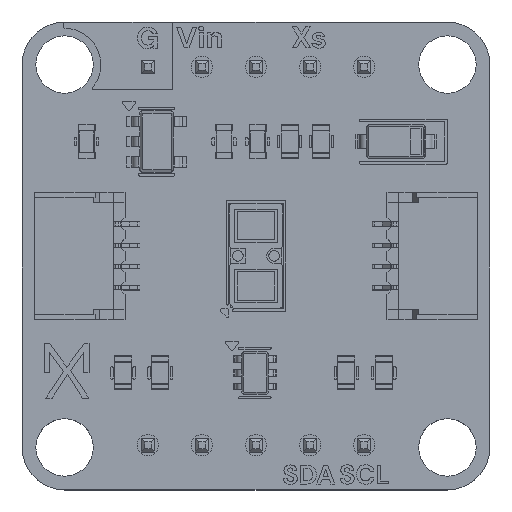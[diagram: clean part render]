
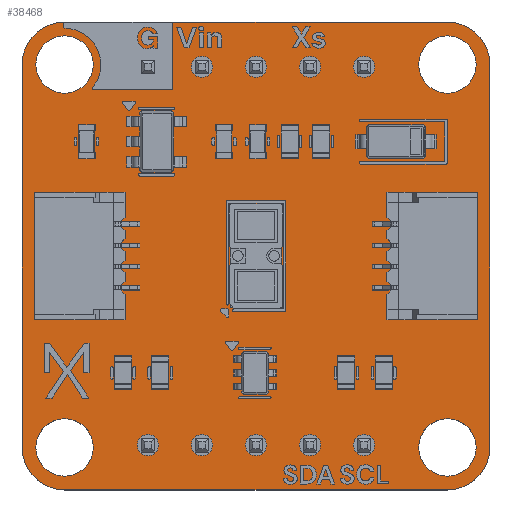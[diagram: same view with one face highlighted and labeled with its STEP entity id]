
A CAD part, top view. The second image highlights one B-rep face of the part: STEP entity #38468.
In plain terms, the highlighted planar face has unit normal (0, 0, 1).
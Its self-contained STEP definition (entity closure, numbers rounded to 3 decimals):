
#38165 = VERTEX_POINT('',#38166);
#38166 = CARTESIAN_POINT('',(8.998,11.,1.51));
#38172 = EDGE_CURVE('',#38165,#38173,#38175,.T.);
#38173 = VERTEX_POINT('',#38174);
#38174 = CARTESIAN_POINT('',(10.998,9.,1.51));
#38175 = CIRCLE('',#38176,2.);
#38176 = AXIS2_PLACEMENT_3D('',#38177,#38178,#38179);
#38177 = CARTESIAN_POINT('',(8.998,9.,1.51));
#38178 = DIRECTION('',(0.,0.,-1.));
#38179 = DIRECTION('',(0.,1.,0.));
#38207 = VERTEX_POINT('',#38208);
#38208 = CARTESIAN_POINT('',(-9.002,11.,1.51));
#38214 = EDGE_CURVE('',#38207,#38165,#38215,.T.);
#38215 = LINE('',#38216,#38217);
#38216 = CARTESIAN_POINT('',(-9.002,11.,1.51));
#38217 = VECTOR('',#38218,1.);
#38218 = DIRECTION('',(1.,0.,0.));
#38236 = EDGE_CURVE('',#38173,#38237,#38239,.T.);
#38237 = VERTEX_POINT('',#38238);
#38238 = CARTESIAN_POINT('',(10.998,-9.,1.51));
#38239 = LINE('',#38240,#38241);
#38240 = CARTESIAN_POINT('',(10.998,9.,1.51));
#38241 = VECTOR('',#38242,1.);
#38242 = DIRECTION('',(0.,-1.,0.));
#38468 = ADVANCED_FACE('',(#38469,#38515,#38526,#38537,#38548,#38559,
    #38570,#38581,#38592,#38603,#38614,#38625,#38636,#38647,#38658),
  #38669,.T.);
#38469 = FACE_BOUND('',#38470,.T.);
#38470 = EDGE_LOOP('',(#38471,#38472,#38473,#38482,#38490,#38499,#38507,
    #38514));
#38471 = ORIENTED_EDGE('',*,*,#38172,.F.);
#38472 = ORIENTED_EDGE('',*,*,#38214,.F.);
#38473 = ORIENTED_EDGE('',*,*,#38474,.F.);
#38474 = EDGE_CURVE('',#38475,#38207,#38477,.T.);
#38475 = VERTEX_POINT('',#38476);
#38476 = CARTESIAN_POINT('',(-11.002,9.,1.51));
#38477 = CIRCLE('',#38478,2.);
#38478 = AXIS2_PLACEMENT_3D('',#38479,#38480,#38481);
#38479 = CARTESIAN_POINT('',(-9.002,9.,1.51));
#38480 = DIRECTION('',(0.,0.,-1.));
#38481 = DIRECTION('',(-1.,0.,-0.));
#38482 = ORIENTED_EDGE('',*,*,#38483,.F.);
#38483 = EDGE_CURVE('',#38484,#38475,#38486,.T.);
#38484 = VERTEX_POINT('',#38485);
#38485 = CARTESIAN_POINT('',(-11.002,-9.,1.51));
#38486 = LINE('',#38487,#38488);
#38487 = CARTESIAN_POINT('',(-11.002,-9.,1.51));
#38488 = VECTOR('',#38489,1.);
#38489 = DIRECTION('',(0.,1.,0.));
#38490 = ORIENTED_EDGE('',*,*,#38491,.F.);
#38491 = EDGE_CURVE('',#38492,#38484,#38494,.T.);
#38492 = VERTEX_POINT('',#38493);
#38493 = CARTESIAN_POINT('',(-9.002,-11.,1.51));
#38494 = CIRCLE('',#38495,2.);
#38495 = AXIS2_PLACEMENT_3D('',#38496,#38497,#38498);
#38496 = CARTESIAN_POINT('',(-9.002,-9.,1.51));
#38497 = DIRECTION('',(0.,0.,-1.));
#38498 = DIRECTION('',(0.,-1.,0.));
#38499 = ORIENTED_EDGE('',*,*,#38500,.F.);
#38500 = EDGE_CURVE('',#38501,#38492,#38503,.T.);
#38501 = VERTEX_POINT('',#38502);
#38502 = CARTESIAN_POINT('',(8.998,-11.,1.51));
#38503 = LINE('',#38504,#38505);
#38504 = CARTESIAN_POINT('',(8.998,-11.,1.51));
#38505 = VECTOR('',#38506,1.);
#38506 = DIRECTION('',(-1.,0.,0.));
#38507 = ORIENTED_EDGE('',*,*,#38508,.F.);
#38508 = EDGE_CURVE('',#38237,#38501,#38509,.T.);
#38509 = CIRCLE('',#38510,2.);
#38510 = AXIS2_PLACEMENT_3D('',#38511,#38512,#38513);
#38511 = CARTESIAN_POINT('',(8.998,-9.,1.51));
#38512 = DIRECTION('',(0.,0.,-1.));
#38513 = DIRECTION('',(1.,0.,0.));
#38514 = ORIENTED_EDGE('',*,*,#38236,.F.);
#38515 = FACE_BOUND('',#38516,.T.);
#38516 = EDGE_LOOP('',(#38517));
#38517 = ORIENTED_EDGE('',*,*,#38518,.T.);
#38518 = EDGE_CURVE('',#38519,#38519,#38521,.T.);
#38519 = VERTEX_POINT('',#38520);
#38520 = CARTESIAN_POINT('',(-9.002,-10.35,1.51));
#38521 = CIRCLE('',#38522,1.35);
#38522 = AXIS2_PLACEMENT_3D('',#38523,#38524,#38525);
#38523 = CARTESIAN_POINT('',(-9.002,-9.,1.51));
#38524 = DIRECTION('',(-0.,0.,-1.));
#38525 = DIRECTION('',(-0.,-1.,0.));
#38526 = FACE_BOUND('',#38527,.T.);
#38527 = EDGE_LOOP('',(#38528));
#38528 = ORIENTED_EDGE('',*,*,#38529,.T.);
#38529 = EDGE_CURVE('',#38530,#38530,#38532,.T.);
#38530 = VERTEX_POINT('',#38531);
#38531 = CARTESIAN_POINT('',(-5.082,-9.39,1.51));
#38532 = CIRCLE('',#38533,0.5);
#38533 = AXIS2_PLACEMENT_3D('',#38534,#38535,#38536);
#38534 = CARTESIAN_POINT('',(-5.082,-8.89,1.51));
#38535 = DIRECTION('',(-0.,0.,-1.));
#38536 = DIRECTION('',(-0.,-1.,0.));
#38537 = FACE_BOUND('',#38538,.T.);
#38538 = EDGE_LOOP('',(#38539));
#38539 = ORIENTED_EDGE('',*,*,#38540,.T.);
#38540 = EDGE_CURVE('',#38541,#38541,#38543,.T.);
#38541 = VERTEX_POINT('',#38542);
#38542 = CARTESIAN_POINT('',(-2.542,-9.39,1.51));
#38543 = CIRCLE('',#38544,0.5);
#38544 = AXIS2_PLACEMENT_3D('',#38545,#38546,#38547);
#38545 = CARTESIAN_POINT('',(-2.542,-8.89,1.51));
#38546 = DIRECTION('',(-0.,0.,-1.));
#38547 = DIRECTION('',(-0.,-1.,0.));
#38548 = FACE_BOUND('',#38549,.T.);
#38549 = EDGE_LOOP('',(#38550));
#38550 = ORIENTED_EDGE('',*,*,#38551,.T.);
#38551 = EDGE_CURVE('',#38552,#38552,#38554,.T.);
#38552 = VERTEX_POINT('',#38553);
#38553 = CARTESIAN_POINT('',(-0.002,-9.39,1.51));
#38554 = CIRCLE('',#38555,0.5);
#38555 = AXIS2_PLACEMENT_3D('',#38556,#38557,#38558);
#38556 = CARTESIAN_POINT('',(-0.002,-8.89,1.51));
#38557 = DIRECTION('',(-0.,0.,-1.));
#38558 = DIRECTION('',(0.,-1.,-0.));
#38559 = FACE_BOUND('',#38560,.T.);
#38560 = EDGE_LOOP('',(#38561));
#38561 = ORIENTED_EDGE('',*,*,#38562,.T.);
#38562 = EDGE_CURVE('',#38563,#38563,#38565,.T.);
#38563 = VERTEX_POINT('',#38564);
#38564 = CARTESIAN_POINT('',(2.538,-9.39,1.51));
#38565 = CIRCLE('',#38566,0.5);
#38566 = AXIS2_PLACEMENT_3D('',#38567,#38568,#38569);
#38567 = CARTESIAN_POINT('',(2.538,-8.89,1.51));
#38568 = DIRECTION('',(-0.,0.,-1.));
#38569 = DIRECTION('',(-0.,-1.,0.));
#38570 = FACE_BOUND('',#38571,.T.);
#38571 = EDGE_LOOP('',(#38572));
#38572 = ORIENTED_EDGE('',*,*,#38573,.T.);
#38573 = EDGE_CURVE('',#38574,#38574,#38576,.T.);
#38574 = VERTEX_POINT('',#38575);
#38575 = CARTESIAN_POINT('',(5.078,-9.39,1.51));
#38576 = CIRCLE('',#38577,0.5);
#38577 = AXIS2_PLACEMENT_3D('',#38578,#38579,#38580);
#38578 = CARTESIAN_POINT('',(5.078,-8.89,1.51));
#38579 = DIRECTION('',(-0.,0.,-1.));
#38580 = DIRECTION('',(-0.,-1.,0.));
#38581 = FACE_BOUND('',#38582,.T.);
#38582 = EDGE_LOOP('',(#38583));
#38583 = ORIENTED_EDGE('',*,*,#38584,.T.);
#38584 = EDGE_CURVE('',#38585,#38585,#38587,.T.);
#38585 = VERTEX_POINT('',#38586);
#38586 = CARTESIAN_POINT('',(8.998,-10.35,1.51));
#38587 = CIRCLE('',#38588,1.35);
#38588 = AXIS2_PLACEMENT_3D('',#38589,#38590,#38591);
#38589 = CARTESIAN_POINT('',(8.998,-9.,1.51));
#38590 = DIRECTION('',(-0.,0.,-1.));
#38591 = DIRECTION('',(-0.,-1.,0.));
#38592 = FACE_BOUND('',#38593,.T.);
#38593 = EDGE_LOOP('',(#38594));
#38594 = ORIENTED_EDGE('',*,*,#38595,.T.);
#38595 = EDGE_CURVE('',#38596,#38596,#38598,.T.);
#38596 = VERTEX_POINT('',#38597);
#38597 = CARTESIAN_POINT('',(-9.002,7.65,1.51));
#38598 = CIRCLE('',#38599,1.35);
#38599 = AXIS2_PLACEMENT_3D('',#38600,#38601,#38602);
#38600 = CARTESIAN_POINT('',(-9.002,9.,1.51));
#38601 = DIRECTION('',(-0.,0.,-1.));
#38602 = DIRECTION('',(-0.,-1.,0.));
#38603 = FACE_BOUND('',#38604,.T.);
#38604 = EDGE_LOOP('',(#38605));
#38605 = ORIENTED_EDGE('',*,*,#38606,.T.);
#38606 = EDGE_CURVE('',#38607,#38607,#38609,.T.);
#38607 = VERTEX_POINT('',#38608);
#38608 = CARTESIAN_POINT('',(-5.082,8.39,1.51));
#38609 = CIRCLE('',#38610,0.5);
#38610 = AXIS2_PLACEMENT_3D('',#38611,#38612,#38613);
#38611 = CARTESIAN_POINT('',(-5.082,8.89,1.51));
#38612 = DIRECTION('',(-0.,0.,-1.));
#38613 = DIRECTION('',(-0.,-1.,0.));
#38614 = FACE_BOUND('',#38615,.T.);
#38615 = EDGE_LOOP('',(#38616));
#38616 = ORIENTED_EDGE('',*,*,#38617,.T.);
#38617 = EDGE_CURVE('',#38618,#38618,#38620,.T.);
#38618 = VERTEX_POINT('',#38619);
#38619 = CARTESIAN_POINT('',(-2.542,8.39,1.51));
#38620 = CIRCLE('',#38621,0.5);
#38621 = AXIS2_PLACEMENT_3D('',#38622,#38623,#38624);
#38622 = CARTESIAN_POINT('',(-2.542,8.89,1.51));
#38623 = DIRECTION('',(-0.,0.,-1.));
#38624 = DIRECTION('',(-0.,-1.,0.));
#38625 = FACE_BOUND('',#38626,.T.);
#38626 = EDGE_LOOP('',(#38627));
#38627 = ORIENTED_EDGE('',*,*,#38628,.T.);
#38628 = EDGE_CURVE('',#38629,#38629,#38631,.T.);
#38629 = VERTEX_POINT('',#38630);
#38630 = CARTESIAN_POINT('',(-0.002,8.39,1.51));
#38631 = CIRCLE('',#38632,0.5);
#38632 = AXIS2_PLACEMENT_3D('',#38633,#38634,#38635);
#38633 = CARTESIAN_POINT('',(-0.002,8.89,1.51));
#38634 = DIRECTION('',(-0.,0.,-1.));
#38635 = DIRECTION('',(0.,-1.,-0.));
#38636 = FACE_BOUND('',#38637,.T.);
#38637 = EDGE_LOOP('',(#38638));
#38638 = ORIENTED_EDGE('',*,*,#38639,.T.);
#38639 = EDGE_CURVE('',#38640,#38640,#38642,.T.);
#38640 = VERTEX_POINT('',#38641);
#38641 = CARTESIAN_POINT('',(2.538,8.39,1.51));
#38642 = CIRCLE('',#38643,0.5);
#38643 = AXIS2_PLACEMENT_3D('',#38644,#38645,#38646);
#38644 = CARTESIAN_POINT('',(2.538,8.89,1.51));
#38645 = DIRECTION('',(-0.,0.,-1.));
#38646 = DIRECTION('',(-0.,-1.,0.));
#38647 = FACE_BOUND('',#38648,.T.);
#38648 = EDGE_LOOP('',(#38649));
#38649 = ORIENTED_EDGE('',*,*,#38650,.T.);
#38650 = EDGE_CURVE('',#38651,#38651,#38653,.T.);
#38651 = VERTEX_POINT('',#38652);
#38652 = CARTESIAN_POINT('',(5.078,8.39,1.51));
#38653 = CIRCLE('',#38654,0.5);
#38654 = AXIS2_PLACEMENT_3D('',#38655,#38656,#38657);
#38655 = CARTESIAN_POINT('',(5.078,8.89,1.51));
#38656 = DIRECTION('',(-0.,0.,-1.));
#38657 = DIRECTION('',(-0.,-1.,0.));
#38658 = FACE_BOUND('',#38659,.T.);
#38659 = EDGE_LOOP('',(#38660));
#38660 = ORIENTED_EDGE('',*,*,#38661,.T.);
#38661 = EDGE_CURVE('',#38662,#38662,#38664,.T.);
#38662 = VERTEX_POINT('',#38663);
#38663 = CARTESIAN_POINT('',(8.998,7.65,1.51));
#38664 = CIRCLE('',#38665,1.35);
#38665 = AXIS2_PLACEMENT_3D('',#38666,#38667,#38668);
#38666 = CARTESIAN_POINT('',(8.998,9.,1.51));
#38667 = DIRECTION('',(-0.,0.,-1.));
#38668 = DIRECTION('',(-0.,-1.,0.));
#38669 = PLANE('',#38670);
#38670 = AXIS2_PLACEMENT_3D('',#38671,#38672,#38673);
#38671 = CARTESIAN_POINT('',(0.,0.,1.51));
#38672 = DIRECTION('',(0.,0.,1.));
#38673 = DIRECTION('',(1.,0.,-0.));
